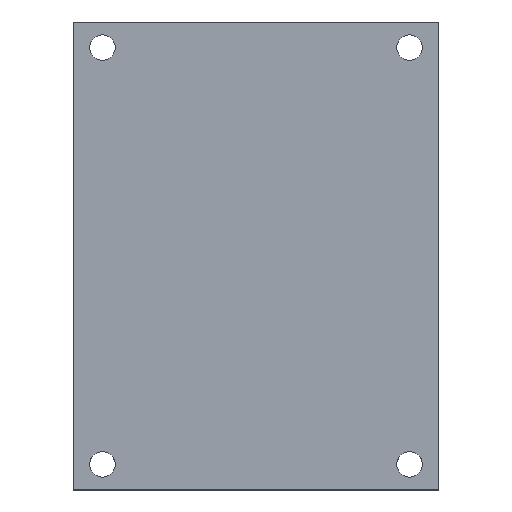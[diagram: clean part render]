
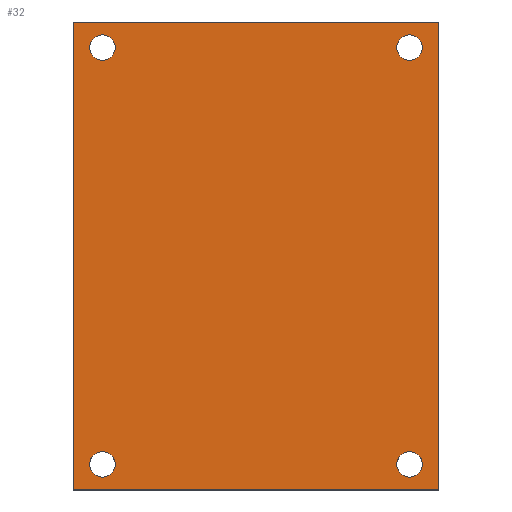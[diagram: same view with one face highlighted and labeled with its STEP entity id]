
A CAD part, top view. The second image highlights one B-rep face of the part: STEP entity #32.
In plain terms, the highlighted planar face has unit normal (0, 0, 1).
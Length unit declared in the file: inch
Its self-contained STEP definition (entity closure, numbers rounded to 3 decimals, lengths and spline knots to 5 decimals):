
#6 = CARTESIAN_POINT ( 'NONE',  ( -5.77306, 3.1378, 3.09787 ) ) ;
#12 = DIRECTION ( 'NONE',  ( -1., 0., 0. ) ) ;
#19 = VECTOR ( 'NONE', #210, 39.37008 ) ;
#30 = DIRECTION ( 'NONE',  ( 0., 0., 1. ) ) ;
#32 = ADVANCED_FACE ( 'NONE', ( #320, #317, #293, #289, #200 ), #406, .T. ) ;
#35 = CARTESIAN_POINT ( 'NONE',  ( -6.02306, -0.6432, 3.09787 ) ) ;
#52 = CARTESIAN_POINT ( 'NONE',  ( -8.89806, 3.1378, 3.09787 ) ) ;
#53 = CARTESIAN_POINT ( 'NONE',  ( -5.91406, 2.9188, 3.09787 ) ) ;
#56 = CARTESIAN_POINT ( 'NONE',  ( -5.91406, -0.6432, 3.09787 ) ) ;
#59 = EDGE_CURVE ( 'NONE', #387, #403, #157, .T. ) ;
#63 = DIRECTION ( 'NONE',  ( -1., 0., 0. ) ) ;
#70 = VECTOR ( 'NONE', #91, 39.37008 ) ;
#71 = EDGE_CURVE ( 'NONE', #284, #376, #152, .T. ) ;
#78 = CARTESIAN_POINT ( 'NONE',  ( -8.53906, -0.6432, 3.09787 ) ) ;
#82 = CARTESIAN_POINT ( 'NONE',  ( -8.75706, -0.6432, 3.09787 ) ) ;
#88 = CIRCLE ( 'NONE', #413, 0.109 ) ;
#89 = DIRECTION ( 'NONE',  ( 1., 0., 0. ) ) ;
#91 = DIRECTION ( 'NONE',  ( 1., 0., 0. ) ) ;
#94 = DIRECTION ( 'NONE',  ( 0., 0., 1. ) ) ;
#98 = LINE ( 'NONE', #127, #70 ) ;
#107 = CIRCLE ( 'NONE', #129, 0.109 ) ;
#108 = VECTOR ( 'NONE', #255, 39.37008 ) ;
#109 = LINE ( 'NONE', #181, #19 ) ;
#113 = CIRCLE ( 'NONE', #464, 0.109 ) ;
#114 = CIRCLE ( 'NONE', #446, 0.109 ) ;
#116 = CIRCLE ( 'NONE', #207, 0.109 ) ;
#117 = CIRCLE ( 'NONE', #271, 0.109 ) ;
#126 = VECTOR ( 'NONE', #63, 39.37008 ) ;
#127 = CARTESIAN_POINT ( 'NONE',  ( -8.89806, -0.8622, 3.09787 ) ) ;
#129 = AXIS2_PLACEMENT_3D ( 'NONE', #313, #269, #268 ) ;
#131 = EDGE_CURVE ( 'NONE', #398, #284, #98, .T. ) ;
#132 = CIRCLE ( 'NONE', #469, 0.109 ) ;
#136 = CARTESIAN_POINT ( 'NONE',  ( -8.75706, 2.9188, 3.09787 ) ) ;
#138 = CARTESIAN_POINT ( 'NONE',  ( -6.02306, 2.9188, 3.09787 ) ) ;
#140 = CARTESIAN_POINT ( 'NONE',  ( -8.89806, -0.8622, 3.09787 ) ) ;
#145 = CARTESIAN_POINT ( 'NONE',  ( -5.77306, -0.8622, 3.09787 ) ) ;
#149 = AXIS2_PLACEMENT_3D ( 'NONE', #246, #218, #214 ) ;
#151 = EDGE_CURVE ( 'NONE', #474, #192, #132, .T. ) ;
#152 = LINE ( 'NONE', #247, #108 ) ;
#153 = EDGE_CURVE ( 'NONE', #376, #230, #156, .T. ) ;
#156 = LINE ( 'NONE', #52, #126 ) ;
#157 = CIRCLE ( 'NONE', #149, 0.109 ) ;
#173 = CARTESIAN_POINT ( 'NONE',  ( -8.53906, 2.9188, 3.09787 ) ) ;
#181 = CARTESIAN_POINT ( 'NONE',  ( -8.89806, 3.1378, 3.09787 ) ) ;
#190 = EDGE_CURVE ( 'NONE', #379, #374, #117, .T. ) ;
#192 = VERTEX_POINT ( 'NONE', #56 ) ;
#196 = EDGE_CURVE ( 'NONE', #192, #474, #116, .T. ) ;
#197 = EDGE_CURVE ( 'NONE', #403, #387, #113, .T. ) ;
#200 = FACE_OUTER_BOUND ( 'NONE', #314, .T. ) ;
#207 = AXIS2_PLACEMENT_3D ( 'NONE', #473, #472, #456 ) ;
#210 = DIRECTION ( 'NONE',  ( 0., -1., 0. ) ) ;
#212 = ORIENTED_EDGE ( 'NONE', *, *, #151, .F. ) ;
#214 = DIRECTION ( 'NONE',  ( -1., 0., 0. ) ) ;
#215 = CARTESIAN_POINT ( 'NONE',  ( -6.13206, -0.6432, 3.09787 ) ) ;
#218 = DIRECTION ( 'NONE',  ( 0., 0., 1. ) ) ;
#224 = EDGE_CURVE ( 'NONE', #291, #233, #114, .T. ) ;
#228 = ORIENTED_EDGE ( 'NONE', *, *, #264, .F. ) ;
#229 = EDGE_CURVE ( 'NONE', #374, #379, #107, .T. ) ;
#230 = VERTEX_POINT ( 'NONE', #405 ) ;
#233 = VERTEX_POINT ( 'NONE', #425 ) ;
#242 = ORIENTED_EDGE ( 'NONE', *, *, #71, .T. ) ;
#246 = CARTESIAN_POINT ( 'NONE',  ( -8.64806, 2.9188, 3.09787 ) ) ;
#247 = CARTESIAN_POINT ( 'NONE',  ( -5.77306, 3.1378, 3.09787 ) ) ;
#249 = ORIENTED_EDGE ( 'NONE', *, *, #430, .T. ) ;
#255 = DIRECTION ( 'NONE',  ( 0., 1., 0. ) ) ;
#264 = EDGE_CURVE ( 'NONE', #233, #291, #88, .T. ) ;
#268 = DIRECTION ( 'NONE',  ( 1., 0., 0. ) ) ;
#269 = DIRECTION ( 'NONE',  ( 0., 0., 1. ) ) ;
#271 = AXIS2_PLACEMENT_3D ( 'NONE', #504, #502, #498 ) ;
#275 = ORIENTED_EDGE ( 'NONE', *, *, #190, .F. ) ;
#284 = VERTEX_POINT ( 'NONE', #145 ) ;
#288 = ORIENTED_EDGE ( 'NONE', *, *, #196, .F. ) ;
#289 = FACE_BOUND ( 'NONE', #460, .T. ) ;
#291 = VERTEX_POINT ( 'NONE', #53 ) ;
#293 = FACE_BOUND ( 'NONE', #349, .T. ) ;
#302 = ORIENTED_EDGE ( 'NONE', *, *, #229, .F. ) ;
#313 = CARTESIAN_POINT ( 'NONE',  ( -8.64806, -0.6432, 3.09787 ) ) ;
#314 = EDGE_LOOP ( 'NONE', ( #249, #384, #242, #511 ) ) ;
#317 = FACE_BOUND ( 'NONE', #409, .T. ) ;
#320 = FACE_BOUND ( 'NONE', #341, .T. ) ;
#329 = DIRECTION ( 'NONE',  ( 1., 0., 0. ) ) ;
#332 = ORIENTED_EDGE ( 'NONE', *, *, #59, .F. ) ;
#334 = ORIENTED_EDGE ( 'NONE', *, *, #197, .F. ) ;
#341 = EDGE_LOOP ( 'NONE', ( #275, #302 ) ) ;
#349 = EDGE_LOOP ( 'NONE', ( #334, #332 ) ) ;
#353 = ORIENTED_EDGE ( 'NONE', *, *, #224, .F. ) ;
#373 = DIRECTION ( 'NONE',  ( 1., 0., 0. ) ) ;
#374 = VERTEX_POINT ( 'NONE', #82 ) ;
#376 = VERTEX_POINT ( 'NONE', #6 ) ;
#377 = DIRECTION ( 'NONE',  ( 0., 0., 1. ) ) ;
#379 = VERTEX_POINT ( 'NONE', #78 ) ;
#382 = CARTESIAN_POINT ( 'NONE',  ( -8.89806, -0.8622, 3.09787 ) ) ;
#384 = ORIENTED_EDGE ( 'NONE', *, *, #131, .T. ) ;
#386 = DIRECTION ( 'NONE',  ( 0., 0., 1. ) ) ;
#387 = VERTEX_POINT ( 'NONE', #136 ) ;
#395 = CARTESIAN_POINT ( 'NONE',  ( -6.02306, 2.9188, 3.09787 ) ) ;
#398 = VERTEX_POINT ( 'NONE', #140 ) ;
#403 = VERTEX_POINT ( 'NONE', #173 ) ;
#405 = CARTESIAN_POINT ( 'NONE',  ( -8.89806, 3.1378, 3.09787 ) ) ;
#406 = PLANE ( 'NONE',  #433 ) ;
#409 = EDGE_LOOP ( 'NONE', ( #288, #212 ) ) ;
#413 = AXIS2_PLACEMENT_3D ( 'NONE', #138, #94, #89 ) ;
#425 = CARTESIAN_POINT ( 'NONE',  ( -6.13206, 2.9188, 3.09787 ) ) ;
#427 = DIRECTION ( 'NONE',  ( -1., 0., 0. ) ) ;
#428 = DIRECTION ( 'NONE',  ( 0., 0., 1. ) ) ;
#430 = EDGE_CURVE ( 'NONE', #230, #398, #109, .T. ) ;
#433 = AXIS2_PLACEMENT_3D ( 'NONE', #382, #377, #373 ) ;
#446 = AXIS2_PLACEMENT_3D ( 'NONE', #395, #386, #329 ) ;
#453 = CARTESIAN_POINT ( 'NONE',  ( -8.64806, 2.9188, 3.09787 ) ) ;
#456 = DIRECTION ( 'NONE',  ( -1., 0., 0. ) ) ;
#460 = EDGE_LOOP ( 'NONE', ( #353, #228 ) ) ;
#464 = AXIS2_PLACEMENT_3D ( 'NONE', #453, #428, #427 ) ;
#469 = AXIS2_PLACEMENT_3D ( 'NONE', #35, #30, #12 ) ;
#472 = DIRECTION ( 'NONE',  ( 0., 0., 1. ) ) ;
#473 = CARTESIAN_POINT ( 'NONE',  ( -6.02306, -0.6432, 3.09787 ) ) ;
#474 = VERTEX_POINT ( 'NONE', #215 ) ;
#498 = DIRECTION ( 'NONE',  ( 1., 0., 0. ) ) ;
#502 = DIRECTION ( 'NONE',  ( 0., 0., 1. ) ) ;
#504 = CARTESIAN_POINT ( 'NONE',  ( -8.64806, -0.6432, 3.09787 ) ) ;
#511 = ORIENTED_EDGE ( 'NONE', *, *, #153, .T. ) ;
